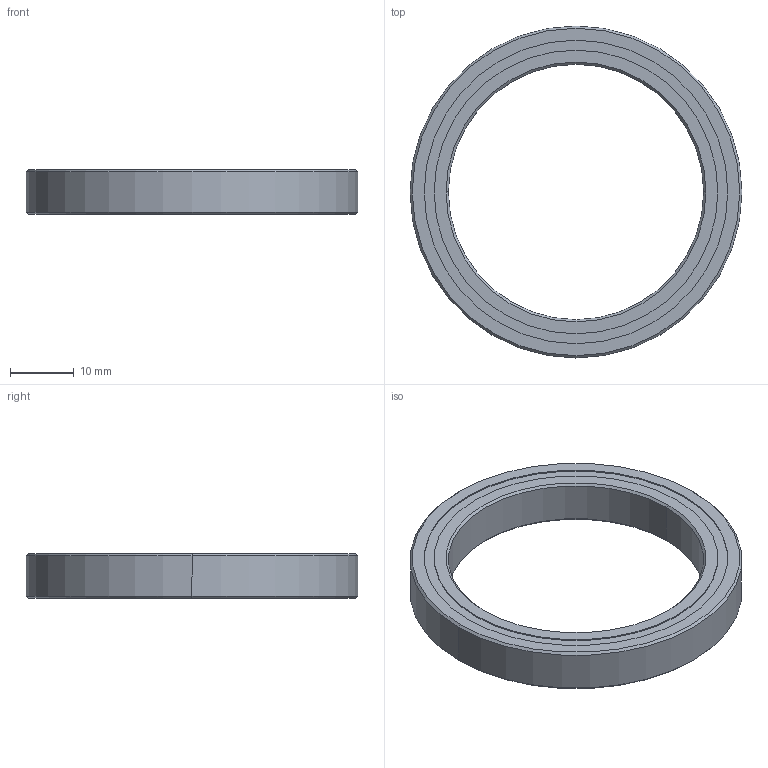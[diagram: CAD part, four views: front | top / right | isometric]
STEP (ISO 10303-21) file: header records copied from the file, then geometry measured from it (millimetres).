
FILE_DESCRIPTION (( 'STEP AP203' ), '1' );
FILE_NAME ('4668K271_PERMANENTLY LUBRICATED STAINLESS STEEL BALL BEARING.STEP', '2021-03-26T13:29:28', ( 'Administrator' ), ( 'Managed by Terraform' ), 'SwSTEP 2.0', 'SolidWorks 2017', '' );
FILE_SCHEMA (( 'CONFIG_CONTROL_DESIGN' ));
Length unit declared in the file: millimetre
Products named in the file (1): 4668K271_PERMANENTLY LUBRICATED STAINLESS STEEL BALL BEARING
Bounding box: 52 x 52 x 7 mm (x, y, z)
Volume: 5458.8 mm3; surface area: 8800.5 mm2
Topology: 45 solids, 45 shells, 124 faces, 371 edges, 255 vertices
Faces by surface type: sphere 82, cylinder 20, cone 8, plane 8, torus 6
Entity records: 2745 total; most frequent: DIRECTION 554, CARTESIAN_POINT 423, ORIENTED_EDGE 332, AXIS2_PLACEMENT_3D 263, EDGE_CURVE 166, CIRCLE 138, VERTEX_POINT 132, EDGE_LOOP 132
